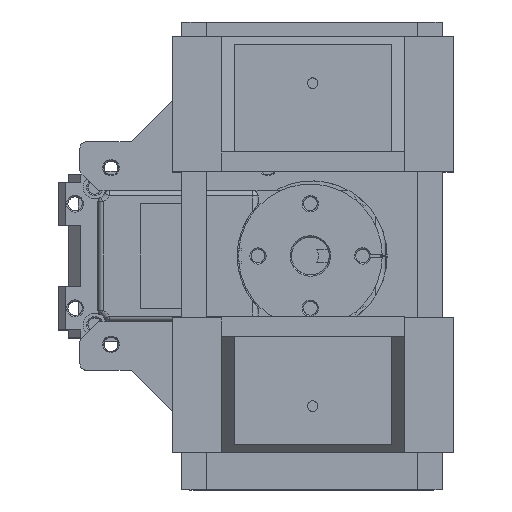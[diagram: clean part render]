
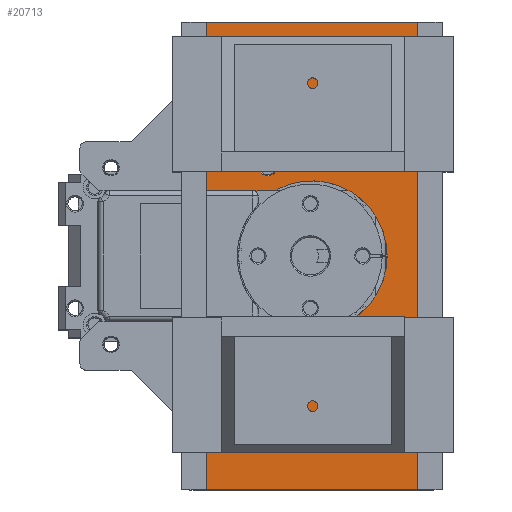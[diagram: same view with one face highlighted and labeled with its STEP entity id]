
A CAD part, top view. The second image highlights one B-rep face of the part: STEP entity #20713.
In plain terms, the highlighted planar face has unit normal (0, 0, 1).
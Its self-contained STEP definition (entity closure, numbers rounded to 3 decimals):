
#771=LINE('',#29617,#3015);
#1607=LINE('',#33176,#3851);
#2361=LINE('',#35109,#4605);
#2368=LINE('',#35129,#4612);
#2377=LINE('',#35169,#4621);
#2390=LINE('',#35196,#4634);
#2452=LINE('',#35378,#4696);
#2453=LINE('',#35379,#4697);
#2454=LINE('',#35380,#4698);
#3015=VECTOR('',#23807,10.);
#3851=VECTOR('',#25771,10.);
#4605=VECTOR('',#27701,10.);
#4612=VECTOR('',#27724,10.);
#4621=VECTOR('',#27769,10.);
#4634=VECTOR('',#27784,10.);
#4696=VECTOR('',#27950,10.);
#4697=VECTOR('',#27951,10.);
#4698=VECTOR('',#27952,10.);
#5041=FACE_BOUND('',#7282,.T.);
#5042=FACE_BOUND('',#7283,.T.);
#6051=FACE_OUTER_BOUND('',#7281,.T.);
#7281=EDGE_LOOP('',(#18373,#18374,#18375,#18376,#18377,#18378,#18379,#18380,
#18381,#18382,#18383,#18384));
#7282=EDGE_LOOP('',(#18385));
#7283=EDGE_LOOP('',(#18386));
#7991=CIRCLE('',#22418,11.5);
#8014=CIRCLE('',#22483,1.25);
#8015=CIRCLE('',#22485,1.25);
#8016=CIRCLE('',#22489,2.);
#8017=CIRCLE('',#22491,2.);
#8433=VERTEX_POINT('',#29613);
#8435=VERTEX_POINT('',#29616);
#9178=VERTEX_POINT('',#33170);
#9180=VERTEX_POINT('',#33174);
#9735=VERTEX_POINT('',#35108);
#9738=VERTEX_POINT('',#35120);
#9739=VERTEX_POINT('',#35122);
#9740=VERTEX_POINT('',#35127);
#9752=VERTEX_POINT('',#35166);
#9753=VERTEX_POINT('',#35168);
#9765=VERTEX_POINT('',#35194);
#9766=VERTEX_POINT('',#35195);
#9813=VERTEX_POINT('',#35364);
#9814=VERTEX_POINT('',#35368);
#10529=EDGE_CURVE('',#8435,#8433,#771,.T.);
#11625=EDGE_CURVE('',#9178,#9180,#1607,.T.);
#12580=EDGE_CURVE('',#9735,#8435,#2361,.T.);
#12588=EDGE_CURVE('',#9739,#9738,#7991,.T.);
#12592=EDGE_CURVE('',#9180,#9740,#2368,.T.);
#12607=EDGE_CURVE('',#9753,#9752,#2377,.T.);
#12620=EDGE_CURVE('',#9765,#9766,#2390,.T.);
#12698=EDGE_CURVE('',#9813,#9813,#8014,.T.);
#12700=EDGE_CURVE('',#9814,#9814,#8015,.T.);
#12703=EDGE_CURVE('',#9739,#9740,#8016,.T.);
#12704=EDGE_CURVE('',#9735,#9738,#8017,.T.);
#12705=EDGE_CURVE('',#8433,#9765,#2452,.T.);
#12706=EDGE_CURVE('',#9753,#9766,#2453,.T.);
#12707=EDGE_CURVE('',#9752,#9178,#2454,.T.);
#18373=ORIENTED_EDGE('',*,*,#12703,.F.);
#18374=ORIENTED_EDGE('',*,*,#12588,.T.);
#18375=ORIENTED_EDGE('',*,*,#12704,.F.);
#18376=ORIENTED_EDGE('',*,*,#12580,.T.);
#18377=ORIENTED_EDGE('',*,*,#10529,.T.);
#18378=ORIENTED_EDGE('',*,*,#12705,.T.);
#18379=ORIENTED_EDGE('',*,*,#12620,.T.);
#18380=ORIENTED_EDGE('',*,*,#12706,.F.);
#18381=ORIENTED_EDGE('',*,*,#12607,.T.);
#18382=ORIENTED_EDGE('',*,*,#12707,.T.);
#18383=ORIENTED_EDGE('',*,*,#11625,.T.);
#18384=ORIENTED_EDGE('',*,*,#12592,.T.);
#18385=ORIENTED_EDGE('',*,*,#12698,.T.);
#18386=ORIENTED_EDGE('',*,*,#12700,.T.);
#19626=PLANE('',#22490);
#20713=ADVANCED_FACE('',(#6051,#5041,#5042),#19626,.T.);
#22418=AXIS2_PLACEMENT_3D('',#35123,#27716,#27717);
#22483=AXIS2_PLACEMENT_3D('',#35365,#27929,#27930);
#22485=AXIS2_PLACEMENT_3D('',#35369,#27934,#27935);
#22489=AXIS2_PLACEMENT_3D('',#35375,#27944,#27945);
#22490=AXIS2_PLACEMENT_3D('',#35376,#27946,#27947);
#22491=AXIS2_PLACEMENT_3D('',#35377,#27948,#27949);
#23807=DIRECTION('',(-1.,0.,0.));
#25771=DIRECTION('',(1.,0.,0.));
#27701=DIRECTION('',(-1.,0.,0.));
#27716=DIRECTION('center_axis',(0.,0.,-1.));
#27717=DIRECTION('ref_axis',(-0.458,-0.889,0.));
#27724=DIRECTION('',(1.,0.,0.));
#27769=DIRECTION('',(-1.,0.,0.));
#27784=DIRECTION('',(1.,0.,0.));
#27929=DIRECTION('center_axis',(0.,0.,
-1.));
#27930=DIRECTION('ref_axis',(-0.581,0.814,0.));
#27934=DIRECTION('center_axis',(0.,0.,
-1.));
#27935=DIRECTION('ref_axis',(-0.581,0.814,0.));
#27944=DIRECTION('center_axis',(0.,0.,
-1.));
#27945=DIRECTION('ref_axis',(0.,-1.,0.));
#27946=DIRECTION('center_axis',(0.,0.,1.));
#27947=DIRECTION('ref_axis',(1.,0.,0.));
#27948=DIRECTION('center_axis',(0.,0.,-1.));
#27949=DIRECTION('ref_axis',(0.458,0.889,0.));
#27950=DIRECTION('',(0.,-1.,0.));
#27951=DIRECTION('',(0.,-1.,0.));
#27952=DIRECTION('',(0.,-1.,0.));
#29613=CARTESIAN_POINT('',(-31.93,-10.383,36.032));
#29616=CARTESIAN_POINT('',(-24.813,-10.383,36.032));
#29617=CARTESIAN_POINT('',(-24.813,-10.383,36.032));
#33170=CARTESIAN_POINT('',(-31.93,9.617,36.032));
#33174=CARTESIAN_POINT('',(-24.813,9.617,36.032));
#33176=CARTESIAN_POINT('',(-31.93,9.617,36.032));
#35108=CARTESIAN_POINT('',(-21.947,-10.383,36.032));
#35109=CARTESIAN_POINT('',(-21.947,-10.383,36.032));
#35120=CARTESIAN_POINT('',(-21.031,-10.605,36.032));
#35122=CARTESIAN_POINT('',(-21.031,9.839,36.032));
#35123=CARTESIAN_POINT('Origin',(-15.763,-0.383,36.032));
#35127=CARTESIAN_POINT('',(-21.947,9.617,36.032));
#35129=CARTESIAN_POINT('',(-24.813,9.617,36.032));
#35166=CARTESIAN_POINT('',(-31.93,35.417,36.032));
#35168=CARTESIAN_POINT('',(0.405,35.417,36.032));
#35169=CARTESIAN_POINT('',(0.405,35.417,36.032));
#35194=CARTESIAN_POINT('',(-31.93,-36.183,36.032));
#35195=CARTESIAN_POINT('',(0.405,-36.183,36.032));
#35196=CARTESIAN_POINT('',(-31.93,-36.183,36.032));
#35364=CARTESIAN_POINT('',(-22.513,-15.133,36.032));
#35365=CARTESIAN_POINT('Origin',(-22.513,-13.883,36.032));
#35368=CARTESIAN_POINT('',(-22.513,11.867,36.032));
#35369=CARTESIAN_POINT('Origin',(-22.513,13.117,36.032));
#35375=CARTESIAN_POINT('Origin',(-21.947,11.617,36.032));
#35376=CARTESIAN_POINT('Origin',(-31.931,-0.383,36.032));
#35377=CARTESIAN_POINT('Origin',(-21.947,-12.383,36.032));
#35378=CARTESIAN_POINT('',(-31.93,-10.383,36.032));
#35379=CARTESIAN_POINT('',(0.405,35.417,36.032));
#35380=CARTESIAN_POINT('',(-31.93,35.417,36.032));
